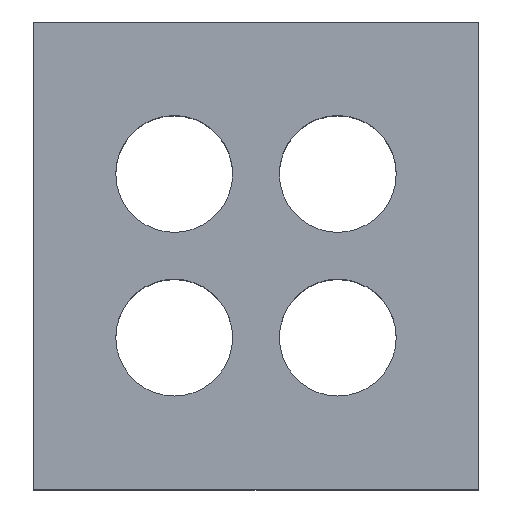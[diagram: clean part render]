
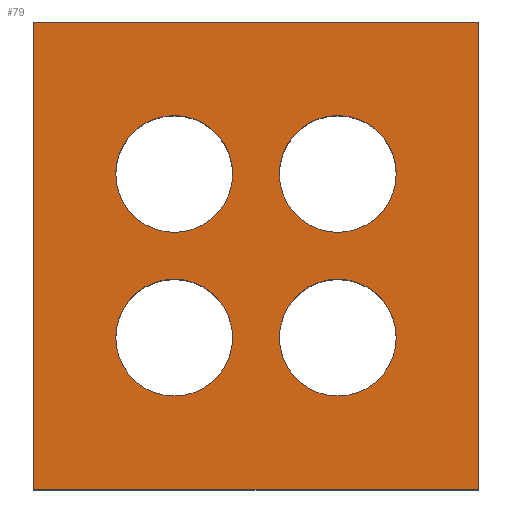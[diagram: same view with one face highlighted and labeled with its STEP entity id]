
A CAD part, top view. The second image highlights one B-rep face of the part: STEP entity #79.
In plain terms, the highlighted planar face has unit normal (0, 0, 1).
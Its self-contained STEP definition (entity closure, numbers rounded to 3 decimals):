
#79=ADVANCED_FACE('NONE',(#161,#162,#163,#164,#165),#166,.F.);
#161=FACE_OUTER_BOUND('',#243,.T.);
#162=FACE_BOUND('',#244,.T.);
#163=FACE_BOUND('',#245,.T.);
#164=FACE_BOUND('',#246,.T.);
#165=FACE_BOUND('',#247,.T.);
#166=PLANE('',#248);
#243=EDGE_LOOP('',(#415,#416,#417,#418));
#244=EDGE_LOOP('',(#419,#420));
#245=EDGE_LOOP('',(#421,#422));
#246=EDGE_LOOP('',(#423,#424));
#247=EDGE_LOOP('',(#425,#426));
#248=AXIS2_PLACEMENT_3D('',#427,#428,#429);
#415=ORIENTED_EDGE('',*,*,#539,.T.);
#416=ORIENTED_EDGE('',*,*,#543,.T.);
#417=ORIENTED_EDGE('',*,*,#546,.T.);
#418=ORIENTED_EDGE('',*,*,#519,.T.);
#419=ORIENTED_EDGE('',*,*,#548,.F.);
#420=ORIENTED_EDGE('',*,*,#478,.F.);
#421=ORIENTED_EDGE('',*,*,#549,.F.);
#422=ORIENTED_EDGE('',*,*,#483,.F.);
#423=ORIENTED_EDGE('',*,*,#550,.F.);
#424=ORIENTED_EDGE('',*,*,#488,.F.);
#425=ORIENTED_EDGE('',*,*,#551,.F.);
#426=ORIENTED_EDGE('',*,*,#493,.F.);
#427=CARTESIAN_POINT('',(-9.5,0.,12.0));
#428=DIRECTION('',(0.0,0.0,-1.0));
#429=DIRECTION('',(0.0,-1.0,0.0));
#478=EDGE_CURVE('NONE',#562,#564,#565,.T.);
#483=EDGE_CURVE('NONE',#571,#573,#574,.T.);
#488=EDGE_CURVE('NONE',#580,#582,#583,.T.);
#493=EDGE_CURVE('NONE',#589,#591,#592,.T.);
#519=EDGE_CURVE('NONE',#633,#631,#634,.T.);
#539=EDGE_CURVE('NONE',#631,#658,#660,.T.);
#543=EDGE_CURVE('NONE',#658,#664,#666,.T.);
#546=EDGE_CURVE('NONE',#664,#633,#669,.T.);
#548=EDGE_CURVE('NONE',#564,#562,#671,.T.);
#549=EDGE_CURVE('NONE',#573,#571,#672,.T.);
#550=EDGE_CURVE('NONE',#582,#580,#673,.T.);
#551=EDGE_CURVE('NONE',#591,#589,#674,.T.);
#562=VERTEX_POINT('NONE',#685);
#564=VERTEX_POINT('NONE',#688);
#565=CIRCLE('',#689,2.5);
#571=VERTEX_POINT('NONE',#696);
#573=VERTEX_POINT('NONE',#699);
#574=CIRCLE('',#700,2.5);
#580=VERTEX_POINT('NONE',#707);
#582=VERTEX_POINT('NONE',#710);
#583=CIRCLE('',#711,2.5);
#589=VERTEX_POINT('NONE',#718);
#591=VERTEX_POINT('NONE',#721);
#592=CIRCLE('',#722,2.5);
#631=VERTEX_POINT('NONE',#780);
#633=VERTEX_POINT('NONE',#783);
#634=LINE('',#784,#785);
#658=VERTEX_POINT('NONE',#818);
#660=LINE('',#821,#822);
#664=VERTEX_POINT('NONE',#827);
#666=LINE('',#830,#831);
#669=LINE('',#835,#836);
#671=CIRCLE('',#838,2.5);
#672=CIRCLE('',#839,2.5);
#673=CIRCLE('',#840,2.5);
#674=CIRCLE('',#841,2.5);
#685=CARTESIAN_POINT('',(1.,-13.5,12.0));
#688=CARTESIAN_POINT('',(6.,-13.5,12.0));
#689=AXIS2_PLACEMENT_3D('',#852,#853,#854);
#696=CARTESIAN_POINT('',(-6.0,-13.5,12.0));
#699=CARTESIAN_POINT('',(-1.0,-13.5,12.0));
#700=AXIS2_PLACEMENT_3D('',#860,#861,#862);
#707=CARTESIAN_POINT('',(-6.0,-6.5,12.0));
#710=CARTESIAN_POINT('',(-1.0,-6.5,12.0));
#711=AXIS2_PLACEMENT_3D('',#868,#869,#870);
#718=CARTESIAN_POINT('',(1.0,-6.5,12.0));
#721=CARTESIAN_POINT('',(6.0,-6.5,12.0));
#722=AXIS2_PLACEMENT_3D('',#876,#877,#878);
#780=CARTESIAN_POINT('',(-9.5,0.,12.0));
#783=CARTESIAN_POINT('',(9.5,0.,12.0));
#784=CARTESIAN_POINT('',(-9.5,0.,12.0));
#785=VECTOR('',#899,1000.0);
#818=CARTESIAN_POINT('',(-9.5,-20.0,12.0));
#821=CARTESIAN_POINT('',(-9.5,-20.0,12.0));
#822=VECTOR('',#922,1000.0);
#827=CARTESIAN_POINT('',(9.5,-20.0,12.0));
#830=CARTESIAN_POINT('',(-9.5,-20.0,12.0));
#831=VECTOR('',#925,1000.0);
#835=CARTESIAN_POINT('',(9.5,-20.0,12.0));
#836=VECTOR('',#927,1000.0);
#838=AXIS2_PLACEMENT_3D('',#928,#929,#930);
#839=AXIS2_PLACEMENT_3D('',#931,#932,#933);
#840=AXIS2_PLACEMENT_3D('',#934,#935,#936);
#841=AXIS2_PLACEMENT_3D('',#937,#938,#939);
#852=CARTESIAN_POINT('',(3.5,-13.5,12.0));
#853=DIRECTION('',(0.0,0.0,1.0));
#854=DIRECTION('',(-1.0,0.0,0.0));
#860=CARTESIAN_POINT('',(-3.5,-13.5,12.0));
#861=DIRECTION('',(0.0,0.0,1.0));
#862=DIRECTION('',(-1.0,0.0,0.0));
#868=CARTESIAN_POINT('',(-3.5,-6.5,12.0));
#869=DIRECTION('',(0.0,0.0,1.0));
#870=DIRECTION('',(1.0,0.0,0.0));
#876=CARTESIAN_POINT('',(3.5,-6.5,12.0));
#877=DIRECTION('',(0.0,0.0,1.0));
#878=DIRECTION('',(1.0,0.0,0.0));
#899=DIRECTION('',(-1.0,-0.0,-0.0));
#922=DIRECTION('',(-0.0,-1.0,-0.0));
#925=DIRECTION('',(1.0,0.0,0.0));
#927=DIRECTION('',(0.0,1.0,0.0));
#928=CARTESIAN_POINT('',(3.5,-13.5,12.0));
#929=DIRECTION('',(0.0,0.0,1.0));
#930=DIRECTION('',(-1.0,0.0,0.0));
#931=CARTESIAN_POINT('',(-3.5,-13.5,12.0));
#932=DIRECTION('',(0.0,0.0,1.0));
#933=DIRECTION('',(-1.0,0.0,0.0));
#934=CARTESIAN_POINT('',(-3.5,-6.5,12.0));
#935=DIRECTION('',(0.0,0.0,1.0));
#936=DIRECTION('',(1.0,0.0,0.0));
#937=CARTESIAN_POINT('',(3.5,-6.5,12.0));
#938=DIRECTION('',(0.0,0.0,1.0));
#939=DIRECTION('',(1.0,0.0,0.0));
